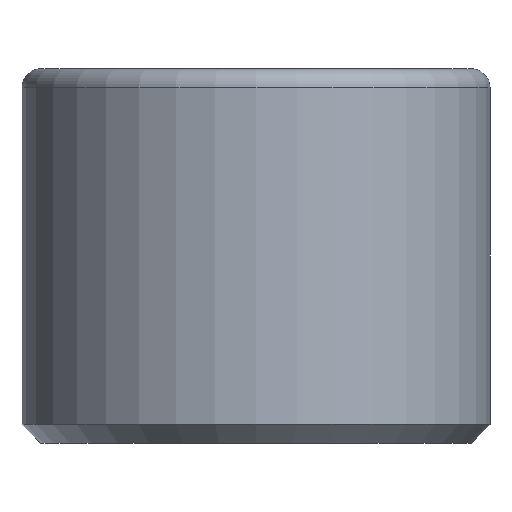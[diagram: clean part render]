
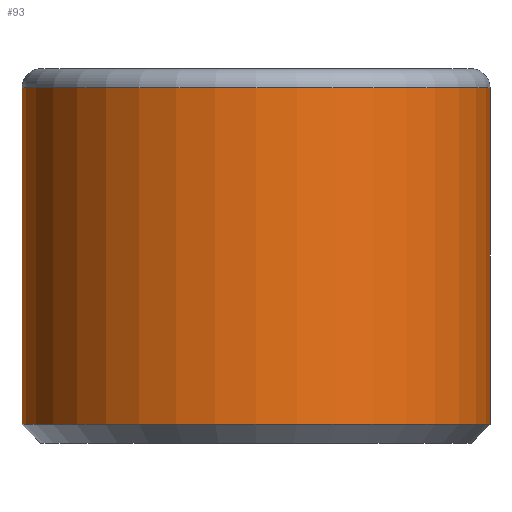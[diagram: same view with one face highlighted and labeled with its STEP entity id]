
A CAD part, front view. The second image highlights one B-rep face of the part: STEP entity #93.
In plain terms, the highlighted cylindrical face has radius 1.25 mm (diameter 2.5 mm), a full revolution.
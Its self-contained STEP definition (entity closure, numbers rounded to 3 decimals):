
#20=CYLINDRICAL_SURFACE('',#116,1.25);
#23=FACE_OUTER_BOUND('',#30,.T.);
#30=EDGE_LOOP('',(#73,#74,#75,#76));
#38=LINE('',#173,#41);
#41=VECTOR('',#141,1.25);
#43=CIRCLE('',#114,1.25);
#45=CIRCLE('',#117,1.25);
#51=VERTEX_POINT('',#165);
#53=VERTEX_POINT('',#171);
#58=EDGE_CURVE('',#51,#51,#43,.T.);
#61=EDGE_CURVE('',#53,#53,#45,.T.);
#62=EDGE_CURVE('',#53,#51,#38,.T.);
#73=ORIENTED_EDGE('',*,*,#61,.F.);
#74=ORIENTED_EDGE('',*,*,#62,.T.);
#75=ORIENTED_EDGE('',*,*,#58,.F.);
#76=ORIENTED_EDGE('',*,*,#62,.F.);
#93=ADVANCED_FACE('',(#23),#20,.T.);
#114=AXIS2_PLACEMENT_3D('',#166,#132,#133);
#116=AXIS2_PLACEMENT_3D('',#170,#137,#138);
#117=AXIS2_PLACEMENT_3D('',#172,#139,#140);
#132=DIRECTION('center_axis',(0.,0.,-1.));
#133=DIRECTION('ref_axis',(1.,0.,0.));
#137=DIRECTION('center_axis',(0.,0.,1.));
#138=DIRECTION('ref_axis',(1.,0.,0.));
#139=DIRECTION('center_axis',(0.,0.,1.));
#140=DIRECTION('ref_axis',(1.,0.,0.));
#141=DIRECTION('',(0.,0.,-1.));
#165=CARTESIAN_POINT('',(-1.25,0.,0.1));
#166=CARTESIAN_POINT('Origin',(0.,0.,0.1));
#170=CARTESIAN_POINT('Origin',(0.,0.,0.));
#171=CARTESIAN_POINT('',(-1.25,0.,1.9));
#172=CARTESIAN_POINT('Origin',(0.,0.,1.9));
#173=CARTESIAN_POINT('',(-1.25,0.,0.));
